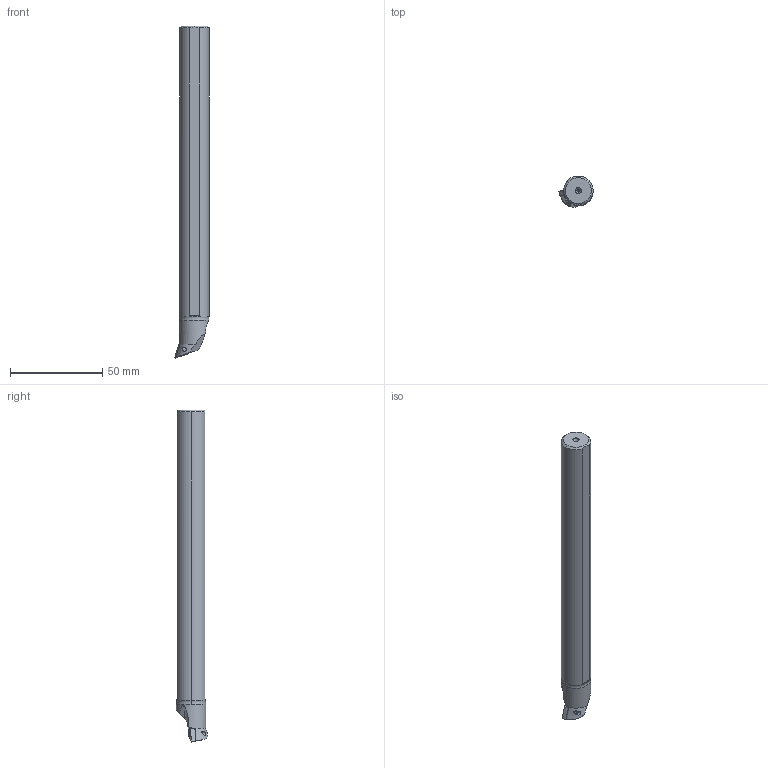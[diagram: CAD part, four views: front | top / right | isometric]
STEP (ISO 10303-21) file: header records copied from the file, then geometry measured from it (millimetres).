
FILE_DESCRIPTION(/* description */ (''),/* implementation_level */ '2;1');
FILE_NAME(/* name */ 'FSDQC2016R-07S_MR0_4.stp',/* time_stamp */ '2021-11-11T11:27:56+09:00',/* author */ (''),/* organization */ (''),/* preprocessor_version */ 'ST-DEVELOPER v16',/* originating_system */ 'SIEMENS PLM Software NX 10.0',/* authorisation */ '');
FILE_SCHEMA (('AUTOMOTIVE_DESIGN { 1 0 10303 214 3 1 1 1 }'));
Length unit declared in the file: millimetre
Products named in the file (1): FSDQC2016R-07S_MR0_4_ASM
Bounding box: 18.6 x 16.94 x 180 mm (x, y, z)
Volume: 33619 mm3; surface area: 9303.8 mm2
Topology: 2 solids, 2 shells, 105 faces, 311 edges, 221 vertices
Faces by surface type: cylinder 39, plane 33, cone 20, torus 8, sphere 5
Entity records: 4353 total; most frequent: CARTESIAN_POINT 1401, DIRECTION 612, ORIENTED_EDGE 588, EDGE_CURVE 294, AXIS2_PLACEMENT_3D 250, VERTEX_POINT 197, CIRCLE 116, LINE 112
